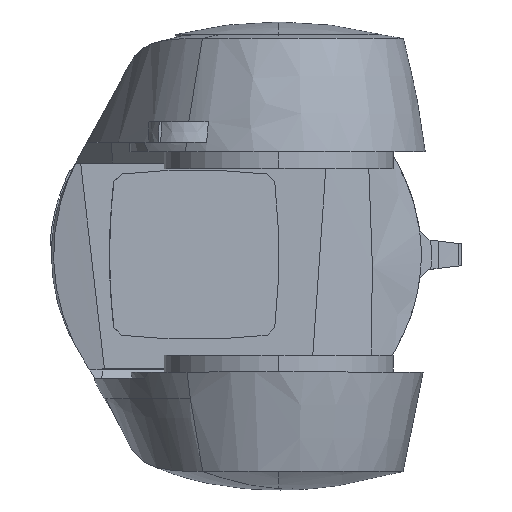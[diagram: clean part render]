
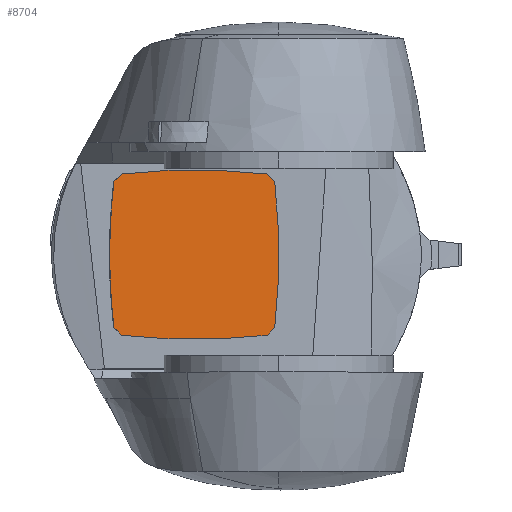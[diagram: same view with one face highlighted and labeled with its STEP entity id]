
A CAD part, top view. The second image highlights one B-rep face of the part: STEP entity #8704.
In plain terms, the highlighted planar face has unit normal (0.07, 0, 0.998).
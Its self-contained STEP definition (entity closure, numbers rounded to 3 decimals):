
#91 = ORIENTED_EDGE ( 'NONE', *, *, #8848, .T. ) ;
#474 = DIRECTION ( 'NONE',  ( 0.705, 0.707, -0.049 ) ) ;
#514 = DIRECTION ( 'NONE',  ( 0.07, 0., 0.998 ) ) ;
#515 = AXIS2_PLACEMENT_3D ( 'NONE', #2905, #3752, #6925 ) ;
#580 = EDGE_CURVE ( 'NONE', #7695, #7912, #2091, .T. ) ;
#638 = DIRECTION ( 'NONE',  ( 0.998, 0., -0.07 ) ) ;
#699 = AXIS2_PLACEMENT_3D ( 'NONE', #8506, #5501, #12416 ) ;
#704 = DIRECTION ( 'NONE',  ( 0.07, 0., 0.998 ) ) ;
#1190 = CARTESIAN_POINT ( 'NONE',  ( -232.045, -117.239, 311.716 ) ) ;
#1288 = AXIS2_PLACEMENT_3D ( 'NONE', #1835, #1771, #7624 ) ;
#1426 = DIRECTION ( 'NONE',  ( 0., -1., 0. ) ) ;
#1523 = CIRCLE ( 'NONE', #699, 375. ) ;
#1538 = CARTESIAN_POINT ( 'NONE',  ( 18.099, -47.527, 294.224 ) ) ;
#1745 = VECTOR ( 'NONE', #5151, 1000. ) ;
#1771 = DIRECTION ( 'NONE',  ( 0.07, 0., 0.998 ) ) ;
#1779 = EDGE_CURVE ( 'NONE', #8421, #7695, #1523, .T. ) ;
#1835 = CARTESIAN_POINT ( 'NONE',  ( -24.791, 325., 297.223 ) ) ;
#1880 = CARTESIAN_POINT ( 'NONE',  ( -67.681, 47.527, 300.222 ) ) ;
#1936 = VECTOR ( 'NONE', #474, 1000. ) ;
#2073 = VERTEX_POINT ( 'NONE', #7585 ) ;
#2091 = LINE ( 'NONE', #9964, #4906 ) ;
#2160 = CARTESIAN_POINT ( 'NONE',  ( -72.202, -42.995, 300.538 ) ) ;
#2269 = CARTESIAN_POINT ( 'NONE',  ( 22.621, 42.995, 293.908 ) ) ;
#2334 = CIRCLE ( 'NONE', #12512, 375. ) ;
#2905 = CARTESIAN_POINT ( 'NONE',  ( -348.999, 0., 319.894 ) ) ;
#3405 = CARTESIAN_POINT ( 'NONE',  ( -141.744, -207.761, 305.401 ) ) ;
#3503 = FACE_OUTER_BOUND ( 'NONE', #9883, .T. ) ;
#3717 = ORIENTED_EDGE ( 'NONE', *, *, #4379, .T. ) ;
#3752 = DIRECTION ( 'NONE',  ( 0.07, 0., 0.998 ) ) ;
#3772 = EDGE_CURVE ( 'NONE', #12664, #8514, #10952, .T. ) ;
#3785 = CIRCLE ( 'NONE', #1288, 375. ) ;
#3994 = VECTOR ( 'NONE', #9929, 1000. ) ;
#4045 = DIRECTION ( 'NONE',  ( 0.705, -0.707, -0.049 ) ) ;
#4379 = EDGE_CURVE ( 'NONE', #2073, #10231, #10481, .T. ) ;
#4900 = ORIENTED_EDGE ( 'NONE', *, *, #7987, .T. ) ;
#4906 = VECTOR ( 'NONE', #4045, 1000. ) ;
#5018 = AXIS2_PLACEMENT_3D ( 'NONE', #11574, #514, #638 ) ;
#5151 = DIRECTION ( 'NONE',  ( -0.705, -0.707, 0.049 ) ) ;
#5207 = ORIENTED_EDGE ( 'NONE', *, *, #6228, .T. ) ;
#5501 = DIRECTION ( 'NONE',  ( 0.07, 0., 0.998 ) ) ;
#5510 = PLANE ( 'NONE',  #10024 ) ;
#6228 = EDGE_CURVE ( 'NONE', #9171, #2073, #8603, .T. ) ;
#6310 = VERTEX_POINT ( 'NONE', #10423 ) ;
#6480 = CARTESIAN_POINT ( 'NONE',  ( -186.895, -162.5, 308.558 ) ) ;
#6897 = DIRECTION ( 'NONE',  ( 0.998, 0., -0.07 ) ) ;
#6925 = DIRECTION ( 'NONE',  ( 0.998, 0., -0.07 ) ) ;
#7585 = CARTESIAN_POINT ( 'NONE',  ( 22.621, -42.995, 293.908 ) ) ;
#7624 = DIRECTION ( 'NONE',  ( 0.998, 0., -0.07 ) ) ;
#7695 = VERTEX_POINT ( 'NONE', #2160 ) ;
#7868 = EDGE_CURVE ( 'NONE', #6310, #12664, #2334, .T. ) ;
#7912 = VERTEX_POINT ( 'NONE', #9382 ) ;
#7987 = EDGE_CURVE ( 'NONE', #7912, #9171, #3785, .T. ) ;
#8097 = ORIENTED_EDGE ( 'NONE', *, *, #3772, .T. ) ;
#8421 = VERTEX_POINT ( 'NONE', #10201 ) ;
#8506 = CARTESIAN_POINT ( 'NONE',  ( 299.418, 0., 274.552 ) ) ;
#8514 = VERTEX_POINT ( 'NONE', #11443 ) ;
#8578 = ORIENTED_EDGE ( 'NONE', *, *, #1779, .T. ) ;
#8597 = EDGE_CURVE ( 'NONE', #8514, #8421, #10646, .T. ) ;
#8603 = LINE ( 'NONE', #3405, #1936 ) ;
#8704 = ADVANCED_FACE ( 'NONE', ( #3503 ), #5510, .T. ) ;
#8848 = EDGE_CURVE ( 'NONE', #10231, #6310, #12803, .T. ) ;
#9171 = VERTEX_POINT ( 'NONE', #1538 ) ;
#9382 = CARTESIAN_POINT ( 'NONE',  ( -67.681, -47.527, 300.222 ) ) ;
#9883 = EDGE_LOOP ( 'NONE', ( #4900, #5207, #3717, #91, #12094, #8097, #10385, #8578, #12716 ) ) ;
#9904 = CARTESIAN_POINT ( 'NONE',  ( -24.791, -325., 297.223 ) ) ;
#9929 = DIRECTION ( 'NONE',  ( -0.705, 0.707, 0.049 ) ) ;
#9964 = CARTESIAN_POINT ( 'NONE',  ( -69.941, -45.261, 300.38 ) ) ;
#10024 = AXIS2_PLACEMENT_3D ( 'NONE', #6480, #704, #1426 ) ;
#10201 = CARTESIAN_POINT ( 'NONE',  ( -74.669, 0., 300.711 ) ) ;
#10231 = VERTEX_POINT ( 'NONE', #2269 ) ;
#10385 = ORIENTED_EDGE ( 'NONE', *, *, #8597, .T. ) ;
#10423 = CARTESIAN_POINT ( 'NONE',  ( 18.099, 47.527, 294.224 ) ) ;
#10481 = CIRCLE ( 'NONE', #515, 375. ) ;
#10646 = CIRCLE ( 'NONE', #5018, 375. ) ;
#10952 = LINE ( 'NONE', #1190, #1745 ) ;
#11010 = DIRECTION ( 'NONE',  ( 0.07, 0., 0.998 ) ) ;
#11443 = CARTESIAN_POINT ( 'NONE',  ( -72.202, 42.995, 300.538 ) ) ;
#11574 = CARTESIAN_POINT ( 'NONE',  ( 299.418, 0., 274.552 ) ) ;
#12094 = ORIENTED_EDGE ( 'NONE', *, *, #7868, .T. ) ;
#12416 = DIRECTION ( 'NONE',  ( 0.998, 0., -0.07 ) ) ;
#12512 = AXIS2_PLACEMENT_3D ( 'NONE', #9904, #11010, #6897 ) ;
#12664 = VERTEX_POINT ( 'NONE', #1880 ) ;
#12716 = ORIENTED_EDGE ( 'NONE', *, *, #580, .T. ) ;
#12803 = LINE ( 'NONE', #12865, #3994 ) ;
#12865 = CARTESIAN_POINT ( 'NONE',  ( 20.36, 45.261, 294.066 ) ) ;
